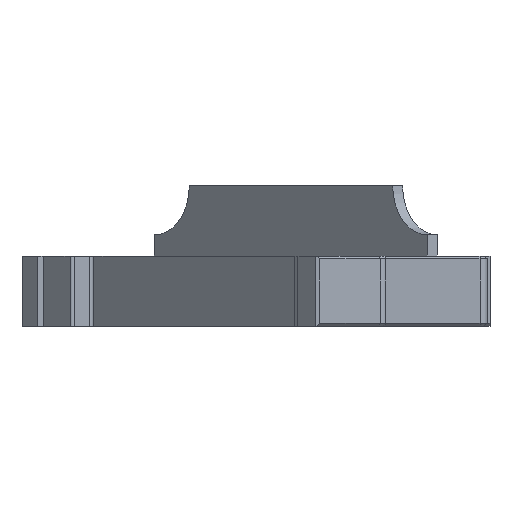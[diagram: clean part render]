
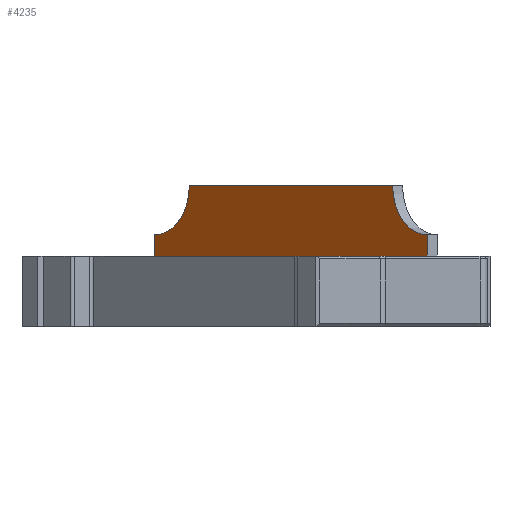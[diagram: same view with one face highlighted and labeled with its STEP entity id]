
A CAD part, front view. The second image highlights one B-rep face of the part: STEP entity #4235.
In plain terms, the highlighted planar face has unit normal (-0.707, -0.707, 0).
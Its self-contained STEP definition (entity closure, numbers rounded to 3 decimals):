
#182=CIRCLE('',#4607,7.);
#185=CIRCLE('',#4613,7.);
#460=FACE_OUTER_BOUND('',#711,.T.);
#711=EDGE_LOOP('',(#3778,#3779,#3780,#3781,#3782,#3783,#3784,#3785));
#1026=LINE('',#6624,#1504);
#1049=LINE('',#6689,#1527);
#1117=LINE('',#6856,#1595);
#1192=LINE('',#7033,#1670);
#1195=LINE('',#7040,#1673);
#1196=LINE('',#7041,#1674);
#1504=VECTOR('',#5391,10.);
#1527=VECTOR('',#5456,10.);
#1595=VECTOR('',#5608,10.);
#1670=VECTOR('',#5793,10.);
#1673=VECTOR('',#5802,10.);
#1674=VECTOR('',#5803,10.);
#1925=VERTEX_POINT('',#6622);
#1926=VERTEX_POINT('',#6623);
#1947=VERTEX_POINT('',#6688);
#1950=VERTEX_POINT('',#6694);
#2035=VERTEX_POINT('',#7016);
#2037=VERTEX_POINT('',#7019);
#2041=VERTEX_POINT('',#7032);
#2042=VERTEX_POINT('',#7036);
#2429=EDGE_CURVE('',#1925,#1926,#1026,.F.);
#2462=EDGE_CURVE('',#1926,#1947,#1049,.T.);
#2544=EDGE_CURVE('',#1925,#1950,#1117,.T.);
#2625=EDGE_CURVE('',#2037,#2035,#182,.T.);
#2632=EDGE_CURVE('',#2037,#2041,#1192,.T.);
#2635=EDGE_CURVE('',#2042,#2041,#185,.T.);
#2636=EDGE_CURVE('',#1947,#2035,#1195,.T.);
#2637=EDGE_CURVE('',#1950,#2042,#1196,.T.);
#3778=ORIENTED_EDGE('',*,*,#2625,.T.);
#3779=ORIENTED_EDGE('',*,*,#2636,.F.);
#3780=ORIENTED_EDGE('',*,*,#2462,.F.);
#3781=ORIENTED_EDGE('',*,*,#2429,.F.);
#3782=ORIENTED_EDGE('',*,*,#2544,.T.);
#3783=ORIENTED_EDGE('',*,*,#2637,.T.);
#3784=ORIENTED_EDGE('',*,*,#2635,.T.);
#3785=ORIENTED_EDGE('',*,*,#2632,.F.);
#3992=PLANE('',#4614);
#4235=ADVANCED_FACE('',(#460),#3992,.T.);
#4607=AXIS2_PLACEMENT_3D('',#7020,#5779,#5780);
#4613=AXIS2_PLACEMENT_3D('',#7038,#5798,#5799);
#4614=AXIS2_PLACEMENT_3D('',#7039,#5800,#5801);
#5391=DIRECTION('',(0.577,-0.577,-0.577));
#5456=DIRECTION('',(-0.707,0.707,0.));
#5608=DIRECTION('',(0.,0.,1.));
#5779=DIRECTION('center_axis',(0.707,0.707,0.));
#5780=DIRECTION('ref_axis',(-0.707,0.707,0.));
#5793=DIRECTION('',(0.707,-0.707,0.));
#5798=DIRECTION('center_axis',(0.707,0.707,0.));
#5799=DIRECTION('ref_axis',(-0.707,0.707,0.));
#5800=DIRECTION('center_axis',(-0.707,-0.707,0.));
#5801=DIRECTION('ref_axis',(0.707,-0.707,0.));
#5802=DIRECTION('',(0.,0.,1.));
#5803=DIRECTION('',(0.,0.,1.));
#6622=CARTESIAN_POINT('',(-8.485,39.184,-0.4));
#6623=CARTESIAN_POINT('',(-8.885,39.584,0.));
#6624=CARTESIAN_POINT('',(-23.247,53.945,14.361));
#6688=CARTESIAN_POINT('',(-47.376,78.075,0.));
#6689=CARTESIAN_POINT('',(-39.871,70.57,0.));
#6694=CARTESIAN_POINT('',(-8.485,39.184,0.));
#6856=CARTESIAN_POINT('',(-8.485,39.184,0.));
#7016=CARTESIAN_POINT('',(-47.376,78.075,3.));
#7019=CARTESIAN_POINT('',(-42.426,73.125,10.));
#7020=CARTESIAN_POINT('Origin',(-47.376,78.075,10.));
#7032=CARTESIAN_POINT('',(-13.435,44.134,10.));
#7033=CARTESIAN_POINT('',(-8.485,39.184,10.));
#7036=CARTESIAN_POINT('',(-8.485,39.184,3.));
#7038=CARTESIAN_POINT('Origin',(-8.485,39.184,10.));
#7039=CARTESIAN_POINT('Origin',(-47.376,78.075,0.));
#7040=CARTESIAN_POINT('',(-47.376,78.075,0.));
#7041=CARTESIAN_POINT('',(-8.485,39.184,0.));
